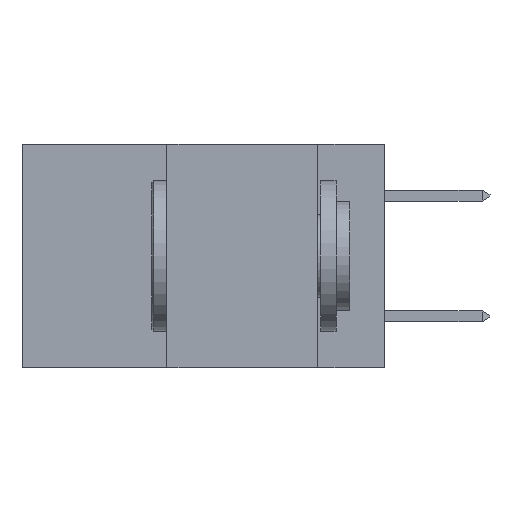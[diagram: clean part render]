
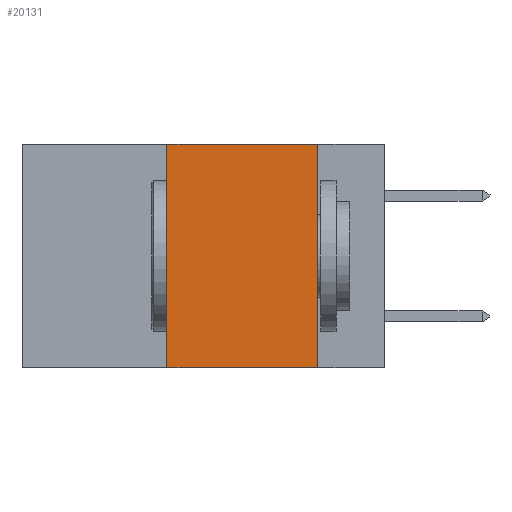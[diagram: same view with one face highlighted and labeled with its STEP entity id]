
A CAD part, left-side view. The second image highlights one B-rep face of the part: STEP entity #20131.
In plain terms, the highlighted planar face has unit normal (-1, 0, 0).
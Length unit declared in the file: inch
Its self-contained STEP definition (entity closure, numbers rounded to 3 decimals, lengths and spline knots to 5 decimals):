
#28 = VECTOR ( 'NONE', #12728, 39.37008 ) ;
#63 = ORIENTED_EDGE ( 'NONE', *, *, #5475, .F. ) ;
#2069 = VERTEX_POINT ( 'NONE', #10702 ) ;
#2585 = LINE ( 'NONE', #3700, #13316 ) ;
#2691 = CARTESIAN_POINT ( 'NONE',  ( 0., 0.6, 0. ) ) ;
#3692 = AXIS2_PLACEMENT_3D ( 'NONE', #18505, #5980, #21814 ) ;
#3700 = CARTESIAN_POINT ( 'NONE',  ( 0., 0.11, 0. ) ) ;
#3845 = EDGE_CURVE ( 'NONE', #5035, #22781, #11306, .T. ) ;
#4619 = CARTESIAN_POINT ( 'NONE',  ( 0., 0.36, 0. ) ) ;
#4631 = ORIENTED_EDGE ( 'NONE', *, *, #3845, .F. ) ;
#5035 = VERTEX_POINT ( 'NONE', #20472 ) ;
#5475 = EDGE_CURVE ( 'NONE', #22781, #2069, #5508, .T. ) ;
#5508 = LINE ( 'NONE', #2691, #19563 ) ;
#5980 = DIRECTION ( 'NONE',  ( 1., 0., 0. ) ) ;
#6841 = EDGE_CURVE ( 'NONE', #5035, #16417, #20312, .T. ) ;
#8804 = CARTESIAN_POINT ( 'NONE',  ( 0., 0.11, -0.37 ) ) ;
#9478 = ORIENTED_EDGE ( 'NONE', *, *, #6841, .T. ) ;
#10702 = CARTESIAN_POINT ( 'NONE',  ( 0., 0.11, 0. ) ) ;
#11306 = LINE ( 'NONE', #4619, #28 ) ;
#12293 = FACE_OUTER_BOUND ( 'NONE', #20425, .T. ) ;
#12728 = DIRECTION ( 'NONE',  ( 0., 0., 1. ) ) ;
#13135 = ORIENTED_EDGE ( 'NONE', *, *, #21282, .F. ) ;
#13316 = VECTOR ( 'NONE', #21699, 39.37008 ) ;
#14648 = CARTESIAN_POINT ( 'NONE',  ( 0., 0.6, -0.37 ) ) ;
#16417 = VERTEX_POINT ( 'NONE', #8804 ) ;
#18163 = CARTESIAN_POINT ( 'NONE',  ( 0., 0.36, 0. ) ) ;
#18237 = DIRECTION ( 'NONE',  ( 0., -1., 0. ) ) ;
#18505 = CARTESIAN_POINT ( 'NONE',  ( 0., 0.6, 0. ) ) ;
#18637 = DIRECTION ( 'NONE',  ( 0., -1., 0. ) ) ;
#19563 = VECTOR ( 'NONE', #18637, 39.37008 ) ;
#20131 = ADVANCED_FACE ( 'NONE', ( #12293 ), #21898, .F. ) ;
#20312 = LINE ( 'NONE', #14648, #21932 ) ;
#20425 = EDGE_LOOP ( 'NONE', ( #13135, #63, #4631, #9478 ) ) ;
#20472 = CARTESIAN_POINT ( 'NONE',  ( 0., 0.36, -0.37 ) ) ;
#21282 = EDGE_CURVE ( 'NONE', #2069, #16417, #2585, .T. ) ;
#21699 = DIRECTION ( 'NONE',  ( 0., 0., -1. ) ) ;
#21814 = DIRECTION ( 'NONE',  ( 0., 0., -1. ) ) ;
#21898 = PLANE ( 'NONE',  #3692 ) ;
#21932 = VECTOR ( 'NONE', #18237, 39.37008 ) ;
#22781 = VERTEX_POINT ( 'NONE', #18163 ) ;
